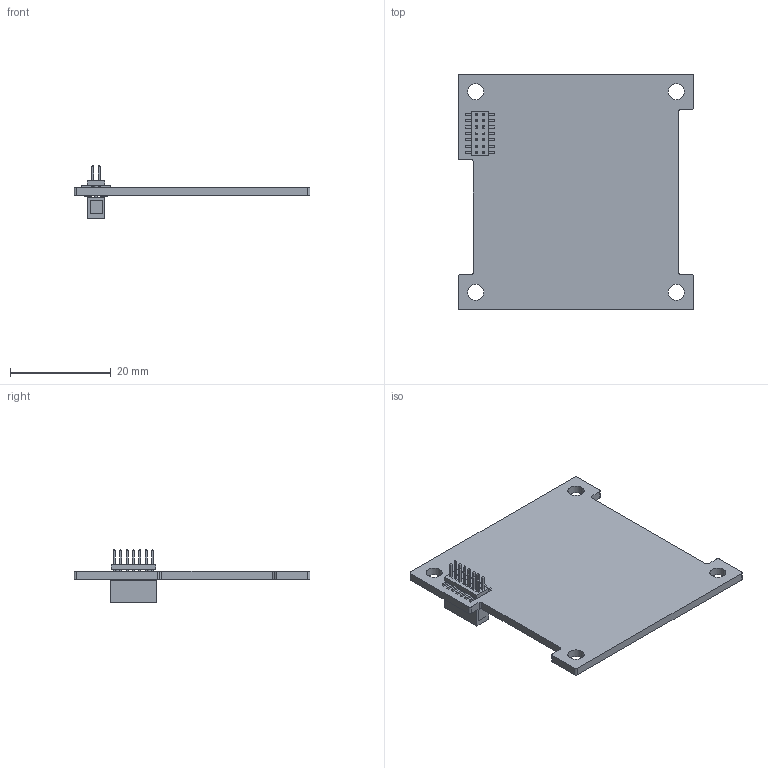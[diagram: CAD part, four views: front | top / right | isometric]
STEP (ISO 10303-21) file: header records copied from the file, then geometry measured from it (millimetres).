
FILE_DESCRIPTION(('KiCad electronic assembly'),'2;1');
FILE_NAME('batteryboard-middle.step','2022-10-09T15:09:20',('Pcbnew'),( 'Kicad'),'Open CASCADE STEP processor 7.6','KiCad to STEP converter' ,'Unknown');
FILE_SCHEMA(('AUTOMOTIVE_DESIGN { 1 0 10303 214 1 1 1 1 }'));
Length unit declared in the file: millimetre
Products named in the file (6): batteryboard-middle 1; FTS-107-01-L-DV-A; COMPOUND; FLE-107-01-G-DV-A; _autosave-batteryboard-middle PCB
Assembly tree (5 placements, depth 3):
  batteryboard-middle 1
    FTS-107-01-L-DV-A
      COMPOUND
    FLE-107-01-G-DV-A
      COMPOUND
    _autosave-batteryboard-middle PCB
Bounding box: 46.8 x 46.8 x 10.51 mm (x, y, z)
Volume: 3379.7 mm3; surface area: 5224.7 mm2
Topology: 6 solids, 6 shells, 619 faces, 1683 edges, 1085 vertices
Faces by surface type: bspline 587, cylinder 18, plane 14
Full cylindrical faces by diameter (mm): 1.02 x2, 3.2 x4
Entity records: 38100 total; most frequent: CARTESIAN_POINT 15455, B_SPLINE_CURVE_WITH_KNOTS 4482, ORIENTED_EDGE 3364, PCURVE 3364, DEFINITIONAL_REPRESENTATION 3364, EDGE_CURVE 1682, SURFACE_CURVE 1658, VERTEX_POINT 1085
